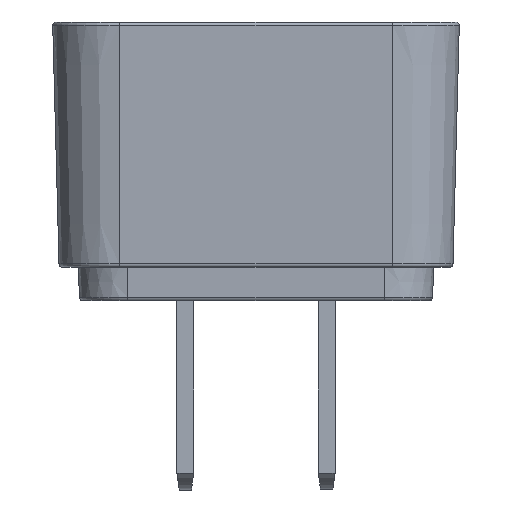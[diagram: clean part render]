
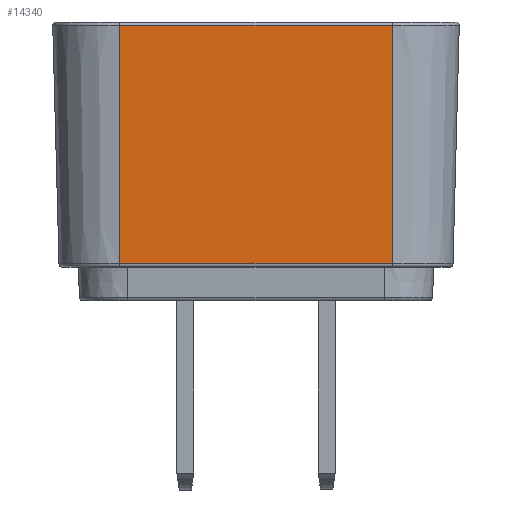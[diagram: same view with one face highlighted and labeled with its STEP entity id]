
A CAD part, left-side view. The second image highlights one B-rep face of the part: STEP entity #14340.
In plain terms, the highlighted face is planar.
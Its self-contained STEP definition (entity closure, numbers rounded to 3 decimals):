
#2226 = DIRECTION ( 'NONE',  ( -0.026, 0., 1. ) ) ;
#3421 = CARTESIAN_POINT ( 'NONE',  ( 14.06, -12.25, -0.292 ) ) ;
#5204 = CARTESIAN_POINT ( 'NONE',  ( 14.621, -12.25, -21.692 ) ) ;
#5341 = EDGE_CURVE ( 'NONE', #8849, #10666, #9766, .T. ) ;
#5431 = VECTOR ( 'NONE', #2226, 1000. ) ;
#6777 = DIRECTION ( 'NONE',  ( -0.026, 0., 1. ) ) ;
#7503 = LINE ( 'NONE', #3421, #11011 ) ;
#8061 = EDGE_LOOP ( 'NONE', ( #34993, #20590, #29503, #22608 ) ) ;
#8849 = VERTEX_POINT ( 'NONE', #5204 ) ;
#9766 = LINE ( 'NONE', #22084, #5431 ) ;
#10666 = VERTEX_POINT ( 'NONE', #35193 ) ;
#11011 = VECTOR ( 'NONE', #22939, 1000. ) ;
#11905 = PLANE ( 'NONE',  #13234 ) ;
#12042 = CARTESIAN_POINT ( 'NONE',  ( 14.621, 12.25, -21.692 ) ) ;
#12090 = VERTEX_POINT ( 'NONE', #26961 ) ;
#13059 = EDGE_CURVE ( 'NONE', #8849, #13386, #29348, .T. ) ;
#13160 = CARTESIAN_POINT ( 'NONE',  ( 14.621, -12.25, -21.692 ) ) ;
#13234 = AXIS2_PLACEMENT_3D ( 'NONE', #31468, #23530, #17912 ) ;
#13382 = VECTOR ( 'NONE', #6777, 1000. ) ;
#13386 = VERTEX_POINT ( 'NONE', #12042 ) ;
#14340 = ADVANCED_FACE ( 'NONE', ( #19492 ), #11905, .T. ) ;
#17912 = DIRECTION ( 'NONE',  ( 0.026, 0., -1. ) ) ;
#19333 = EDGE_CURVE ( 'NONE', #13386, #12090, #20847, .T. ) ;
#19492 = FACE_OUTER_BOUND ( 'NONE', #8061, .T. ) ;
#19767 = VECTOR ( 'NONE', #21618, 1000. ) ;
#20590 = ORIENTED_EDGE ( 'NONE', *, *, #13059, .T. ) ;
#20847 = LINE ( 'NONE', #23509, #13382 ) ;
#21618 = DIRECTION ( 'NONE',  ( 0., 1., 0. ) ) ;
#22084 = CARTESIAN_POINT ( 'NONE',  ( 14.629, -12.25, -22. ) ) ;
#22608 = ORIENTED_EDGE ( 'NONE', *, *, #23883, .T. ) ;
#22939 = DIRECTION ( 'NONE',  ( 0., -1., 0. ) ) ;
#23509 = CARTESIAN_POINT ( 'NONE',  ( 14.629, 12.25, -22. ) ) ;
#23530 = DIRECTION ( 'NONE',  ( 1., 0., 0.026 ) ) ;
#23883 = EDGE_CURVE ( 'NONE', #12090, #10666, #7503, .T. ) ;
#26961 = CARTESIAN_POINT ( 'NONE',  ( 14.06, 12.25, -0.292 ) ) ;
#29348 = LINE ( 'NONE', #13160, #19767 ) ;
#29503 = ORIENTED_EDGE ( 'NONE', *, *, #19333, .T. ) ;
#31468 = CARTESIAN_POINT ( 'NONE',  ( 14.629, -12.25, -22. ) ) ;
#34993 = ORIENTED_EDGE ( 'NONE', *, *, #5341, .F. ) ;
#35193 = CARTESIAN_POINT ( 'NONE',  ( 14.06, -12.25, -0.292 ) ) ;
